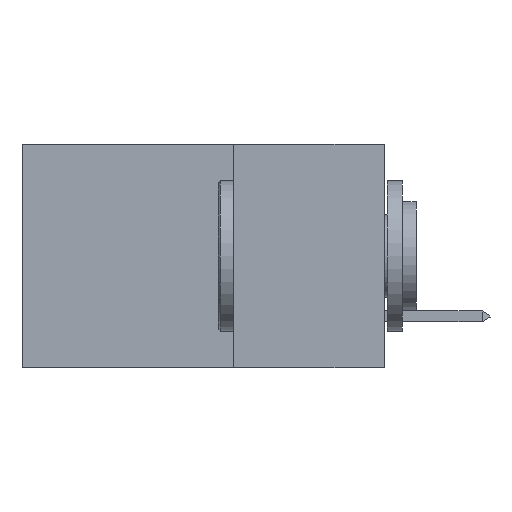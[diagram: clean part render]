
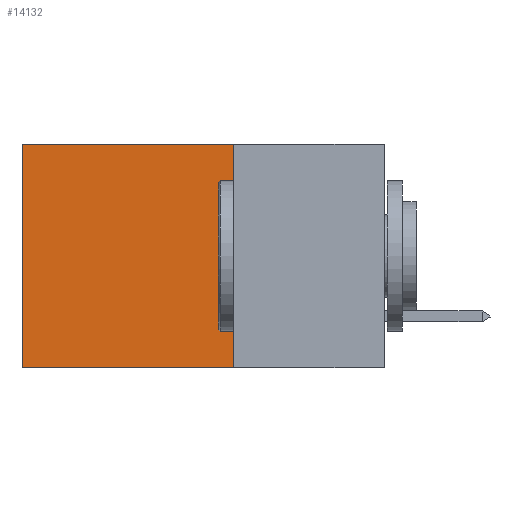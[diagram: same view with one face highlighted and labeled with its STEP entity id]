
A CAD part, left-side view. The second image highlights one B-rep face of the part: STEP entity #14132.
In plain terms, the highlighted planar face has unit normal (-1, 0, 0).
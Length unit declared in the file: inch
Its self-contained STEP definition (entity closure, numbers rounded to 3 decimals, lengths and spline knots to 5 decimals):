
#970 = DIRECTION ( 'NONE',  ( 1., 0., 0. ) ) ;
#3117 = EDGE_CURVE ( 'NONE', #45358, #42242, #4250, .T. ) ;
#3669 = VECTOR ( 'NONE', #17696, 39.37008 ) ;
#4250 = LINE ( 'NONE', #25239, #3669 ) ;
#4644 = CARTESIAN_POINT ( 'NONE',  ( 0.2875, 0.6, 0. ) ) ;
#5510 = CARTESIAN_POINT ( 'NONE',  ( 0.2875, 0.25, 0. ) ) ;
#5824 = ORIENTED_EDGE ( 'NONE', *, *, #24344, .F. ) ;
#6595 = CARTESIAN_POINT ( 'NONE',  ( 0.2875, 0.25, 0. ) ) ;
#14132 = ADVANCED_FACE ( 'NONE', ( #33640 ), #21396, .F. ) ;
#14194 = AXIS2_PLACEMENT_3D ( 'NONE', #5510, #970, #17067 ) ;
#16548 = CARTESIAN_POINT ( 'NONE',  ( 0.2875, 0.6, -0.37 ) ) ;
#17067 = DIRECTION ( 'NONE',  ( 0., 0., -1. ) ) ;
#17696 = DIRECTION ( 'NONE',  ( 0., 0., -1. ) ) ;
#17739 = EDGE_CURVE ( 'NONE', #22052, #42242, #20564, .T. ) ;
#20564 = LINE ( 'NONE', #37022, #48890 ) ;
#21396 = PLANE ( 'NONE',  #14194 ) ;
#22034 = DIRECTION ( 'NONE',  ( 0., 1., 0. ) ) ;
#22052 = VERTEX_POINT ( 'NONE', #42270 ) ;
#23137 = DIRECTION ( 'NONE',  ( 0., 0., -1. ) ) ;
#24344 = EDGE_CURVE ( 'NONE', #48857, #22052, #41341, .T. ) ;
#25239 = CARTESIAN_POINT ( 'NONE',  ( 0.2875, 0.6, 0. ) ) ;
#25696 = VECTOR ( 'NONE', #23137, 39.37008 ) ;
#26651 = CARTESIAN_POINT ( 'NONE',  ( 0.2875, 0.25, 0. ) ) ;
#27267 = ORIENTED_EDGE ( 'NONE', *, *, #17739, .F. ) ;
#28840 = LINE ( 'NONE', #6595, #37908 ) ;
#31082 = EDGE_CURVE ( 'NONE', #48857, #45358, #28840, .T. ) ;
#31791 = ORIENTED_EDGE ( 'NONE', *, *, #3117, .T. ) ;
#32205 = ORIENTED_EDGE ( 'NONE', *, *, #31082, .T. ) ;
#33640 = FACE_OUTER_BOUND ( 'NONE', #39566, .T. ) ;
#34700 = CARTESIAN_POINT ( 'NONE',  ( 0.2875, 0.25, 0. ) ) ;
#37022 = CARTESIAN_POINT ( 'NONE',  ( 0.2875, 0.25, -0.37 ) ) ;
#37908 = VECTOR ( 'NONE', #37984, 39.37008 ) ;
#37984 = DIRECTION ( 'NONE',  ( 0., 1., 0. ) ) ;
#39566 = EDGE_LOOP ( 'NONE', ( #31791, #27267, #5824, #32205 ) ) ;
#41341 = LINE ( 'NONE', #26651, #25696 ) ;
#42242 = VERTEX_POINT ( 'NONE', #16548 ) ;
#42270 = CARTESIAN_POINT ( 'NONE',  ( 0.2875, 0.25, -0.37 ) ) ;
#45358 = VERTEX_POINT ( 'NONE', #4644 ) ;
#48857 = VERTEX_POINT ( 'NONE', #34700 ) ;
#48890 = VECTOR ( 'NONE', #22034, 39.37008 ) ;
